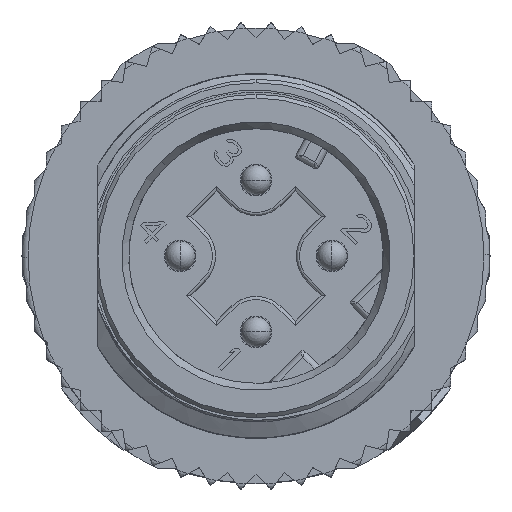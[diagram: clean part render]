
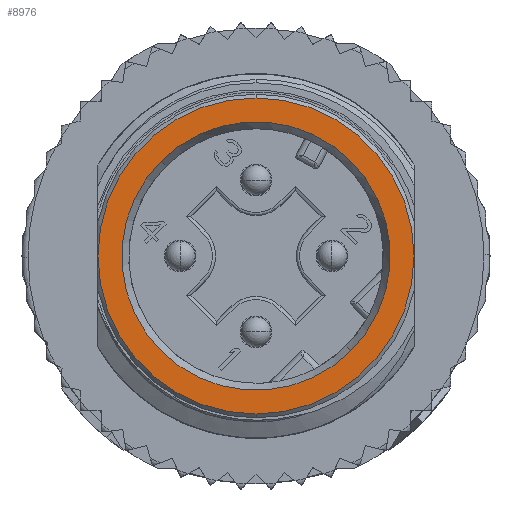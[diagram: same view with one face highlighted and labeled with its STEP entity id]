
A CAD part, front view. The second image highlights one B-rep face of the part: STEP entity #8976.
In plain terms, the highlighted planar face has unit normal (0, -1, 0).
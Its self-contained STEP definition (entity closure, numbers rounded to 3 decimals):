
#8976=ADVANCED_FACE('',(#19262,#19263),#19264,.T.);
#10770=EDGE_CURVE('',#21695,#21692,#21696,.T.);
#10826=EDGE_CURVE('',#21692,#21695,#21763,.T.);
#10828=EDGE_CURVE('',#21765,#21766,#21767,.T.);
#10830=EDGE_CURVE('',#21765,#21766,#21769,.T.);
#19262=FACE_OUTER_BOUND('',#42125,.T.);
#19263=FACE_BOUND('',#42126,.T.);
#19264=PLANE('',#42127);
#21692=VERTEX_POINT('',#46375);
#21695=VERTEX_POINT('',#46380);
#21696=CIRCLE('',#46381,4.418);
#21763=CIRCLE('',#46574,4.418);
#21765=VERTEX_POINT('',#46577);
#21766=VERTEX_POINT('',#46578);
#21767=CIRCLE('',#46579,5.2);
#21769=CIRCLE('',#46582,5.2);
#42125=EDGE_LOOP('',(#71406,#71407));
#42126=EDGE_LOOP('',(#71408,#71409));
#42127=AXIS2_PLACEMENT_3D('',#71410,#71411,#71412);
#46375=CARTESIAN_POINT('',(-3.124,-16.1,3.124));
#46380=CARTESIAN_POINT('',(3.124,-16.1,-3.124));
#46381=AXIS2_PLACEMENT_3D('',#72826,#72827,#72828);
#46574=AXIS2_PLACEMENT_3D('',#72857,#72858,#72859);
#46577=CARTESIAN_POINT('',(5.2,-16.1,0.0));
#46578=CARTESIAN_POINT('',(-5.2,-16.1,0.0));
#46579=AXIS2_PLACEMENT_3D('',#72860,#72861,#72862);
#46582=AXIS2_PLACEMENT_3D('',#72863,#72864,#72865);
#71406=ORIENTED_EDGE('',*,*,#10828,.F.);
#71407=ORIENTED_EDGE('',*,*,#10830,.T.);
#71408=ORIENTED_EDGE('',*,*,#10826,.T.);
#71409=ORIENTED_EDGE('',*,*,#10770,.T.);
#71410=CARTESIAN_POINT('',(0.0,-16.1,0.0));
#71411=DIRECTION('',(0.0,-1.0,0.0));
#71412=DIRECTION('',(1.0,0.0,0.0));
#72826=CARTESIAN_POINT('',(0.0,-16.1,0.0));
#72827=DIRECTION('',(0.0,1.0,0.0));
#72828=DIRECTION('',(0.707,0.0,-0.707));
#72857=CARTESIAN_POINT('',(0.0,-16.1,0.0));
#72858=DIRECTION('',(0.0,1.0,0.0));
#72859=DIRECTION('',(-0.707,0.0,0.707));
#72860=CARTESIAN_POINT('',(0.0,-16.1,0.0));
#72861=DIRECTION('',(-0.0,1.0,0.0));
#72862=DIRECTION('',(1.0,0.0,0.0));
#72863=CARTESIAN_POINT('',(0.0,-16.1,0.0));
#72864=DIRECTION('',(0.0,-1.0,0.0));
#72865=DIRECTION('',(1.0,0.0,0.0));
